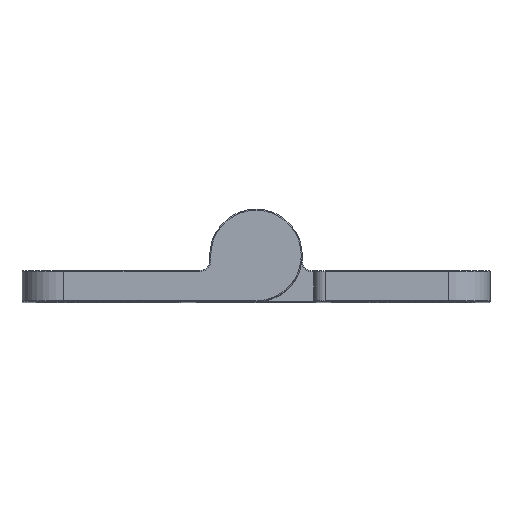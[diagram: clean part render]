
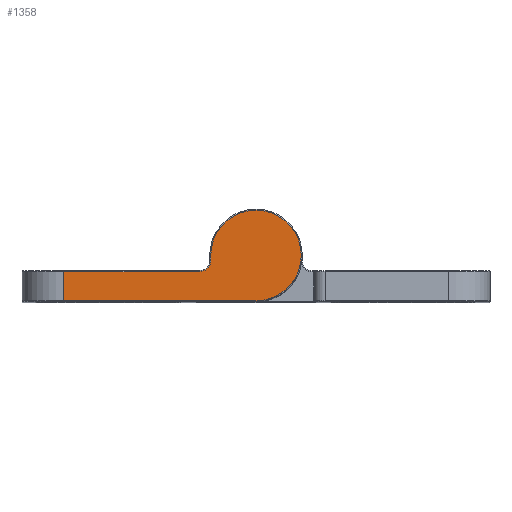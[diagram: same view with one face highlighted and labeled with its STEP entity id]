
A CAD part, top view. The second image highlights one B-rep face of the part: STEP entity #1358.
In plain terms, the highlighted face is planar.
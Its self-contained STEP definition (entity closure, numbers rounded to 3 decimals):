
#1318 = ORIENTED_EDGE ( 'NONE', *, *, #1331, .T. ) ;
#1319 = ORIENTED_EDGE ( 'NONE', *, *, #6888, .T. ) ;
#1331 = EDGE_CURVE ( 'NONE', #1348, #6875, #3724, .T. ) ;
#1334 = ORIENTED_EDGE ( 'NONE', *, *, #6899, .T. ) ;
#1348 = VERTEX_POINT ( 'NONE', #3713 ) ;
#1358 = ADVANCED_FACE ( 'NONE', ( #3715 ), #3752, .T. ) ;
#1360 = EDGE_CURVE ( 'NONE', #1394, #6898, #3799, .T. ) ;
#1361 = EDGE_CURVE ( 'NONE', #6901, #1394, #3794, .T. ) ;
#1365 = EDGE_CURVE ( 'NONE', #7586, #1369, #3709, .T. ) ;
#1366 = ORIENTED_EDGE ( 'NONE', *, *, #1385, .T. ) ;
#1367 = ORIENTED_EDGE ( 'NONE', *, *, #1365, .T. ) ;
#1369 = VERTEX_POINT ( 'NONE', #3782 ) ;
#1373 = EDGE_LOOP ( 'NONE', ( #1387, #1380, #1367, #1366, #1318, #1334, #1319, #1395 ) ) ;
#1380 = ORIENTED_EDGE ( 'NONE', *, *, #6887, .T. ) ;
#1385 = EDGE_CURVE ( 'NONE', #1369, #1348, #3808, .T. ) ;
#1387 = ORIENTED_EDGE ( 'NONE', *, *, #1360, .T. ) ;
#1394 = VERTEX_POINT ( 'NONE', #3804 ) ;
#1395 = ORIENTED_EDGE ( 'NONE', *, *, #1361, .T. ) ;
#3554 = CARTESIAN_POINT ( 'NONE',  ( 10.863, -0.9, -60. ) ) ;
#3708 = CARTESIAN_POINT ( 'NONE',  ( 37., -3.1, -60. ) ) ;
#3709 = LINE ( 'NONE', #3708, #3781 ) ;
#3713 = CARTESIAN_POINT ( 'NONE',  ( 37., -8.7, -60. ) ) ;
#3715 = FACE_OUTER_BOUND ( 'NONE', #1373, .T. ) ;
#3724 = LINE ( 'NONE', #3728, #3732 ) ;
#3727 = DIRECTION ( 'NONE',  ( -1., 0., 0. ) ) ;
#3728 = CARTESIAN_POINT ( 'NONE',  ( 0., -8.7, -60. ) ) ;
#3732 = VECTOR ( 'NONE', #3727, 1000. ) ;
#3743 = DIRECTION ( 'NONE',  ( -1., 0., 0. ) ) ;
#3744 = DIRECTION ( 'NONE',  ( 0., 0., -1. ) ) ;
#3748 = AXIS2_PLACEMENT_3D ( 'NONE', #3757, #3744, #3743 ) ;
#3752 = PLANE ( 'NONE',  #3748 ) ;
#3757 = CARTESIAN_POINT ( 'NONE',  ( 10.863, -0.9, -60. ) ) ;
#3780 = DIRECTION ( 'NONE',  ( 1., 0., 0. ) ) ;
#3781 = VECTOR ( 'NONE', #3780, 1000. ) ;
#3782 = CARTESIAN_POINT ( 'NONE',  ( 37., -3.1, -60. ) ) ;
#3790 = DIRECTION ( 'NONE',  ( -1., 0., 0. ) ) ;
#3791 = DIRECTION ( 'NONE',  ( 0., 0., -1. ) ) ;
#3792 = CARTESIAN_POINT ( 'NONE',  ( 0., 0., -60. ) ) ;
#3793 = AXIS2_PLACEMENT_3D ( 'NONE', #3792, #3791, #3790 ) ;
#3794 = CIRCLE ( 'NONE', #3793, 8.7 ) ;
#3795 = DIRECTION ( 'NONE',  ( -1., 0., 0. ) ) ;
#3796 = DIRECTION ( 'NONE',  ( 0., 0., 1. ) ) ;
#3797 = CARTESIAN_POINT ( 'NONE',  ( 10.863, -0.9, -60. ) ) ;
#3798 = AXIS2_PLACEMENT_3D ( 'NONE', #3797, #3796, #3795 ) ;
#3799 = CIRCLE ( 'NONE', #3798, 2.2 ) ;
#3804 = CARTESIAN_POINT ( 'NONE',  ( 8.67, -0.718, -60. ) ) ;
#3805 = DIRECTION ( 'NONE',  ( 0., -1., 0. ) ) ;
#3806 = VECTOR ( 'NONE', #3805, 1000. ) ;
#3807 = CARTESIAN_POINT ( 'NONE',  ( 37., -8.9, -60. ) ) ;
#3808 = LINE ( 'NONE', #3807, #3806 ) ;
#4080 = DIRECTION ( 'NONE',  ( -1., 0., 0. ) ) ;
#4081 = DIRECTION ( 'NONE',  ( 0., 0., 1. ) ) ;
#4310 = DIRECTION ( 'NONE',  ( -1., 0., 0. ) ) ;
#4803 = CIRCLE ( 'NONE', #4827, 8.7 ) ;
#4815 = CARTESIAN_POINT ( 'NONE',  ( 0., 0., -60. ) ) ;
#4817 = DIRECTION ( 'NONE',  ( 0., 0., -1. ) ) ;
#4827 = AXIS2_PLACEMENT_3D ( 'NONE', #4815, #4817, #4310 ) ;
#5538 = CARTESIAN_POINT ( 'NONE',  ( 0., -8.7, -60. ) ) ;
#5571 = AXIS2_PLACEMENT_3D ( 'NONE', #3554, #4081, #4080 ) ;
#5573 = CIRCLE ( 'NONE', #5571, 2.2 ) ;
#5603 = CARTESIAN_POINT ( 'NONE',  ( 8.7, 0., -60. ) ) ;
#5606 = CARTESIAN_POINT ( 'NONE',  ( 8.663, -0.9, -60. ) ) ;
#5607 = CIRCLE ( 'NONE', #5659, 8.7 ) ;
#5651 = DIRECTION ( 'NONE',  ( -1., 0., 0. ) ) ;
#5652 = DIRECTION ( 'NONE',  ( 0., 0., -1. ) ) ;
#5653 = CARTESIAN_POINT ( 'NONE',  ( 0., 0., -60. ) ) ;
#5658 = CARTESIAN_POINT ( 'NONE',  ( -8.7, 0., -60. ) ) ;
#5659 = AXIS2_PLACEMENT_3D ( 'NONE', #5653, #5652, #5651 ) ;
#6875 = VERTEX_POINT ( 'NONE', #5538 ) ;
#6887 = EDGE_CURVE ( 'NONE', #6898, #7586, #5573, .T. ) ;
#6888 = EDGE_CURVE ( 'NONE', #6906, #6901, #4803, .T. ) ;
#6898 = VERTEX_POINT ( 'NONE', #5606 ) ;
#6899 = EDGE_CURVE ( 'NONE', #6875, #6906, #5607, .T. ) ;
#6901 = VERTEX_POINT ( 'NONE', #5603 ) ;
#6906 = VERTEX_POINT ( 'NONE', #5658 ) ;
#7586 = VERTEX_POINT ( 'NONE', #8180 ) ;
#8180 = CARTESIAN_POINT ( 'NONE',  ( 10.863, -3.1, -60. ) ) ;
